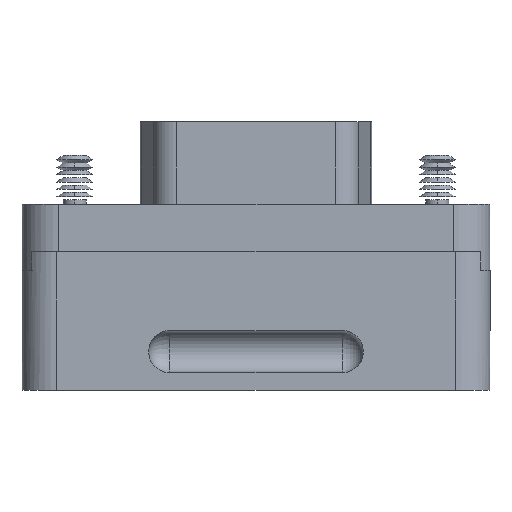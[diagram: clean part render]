
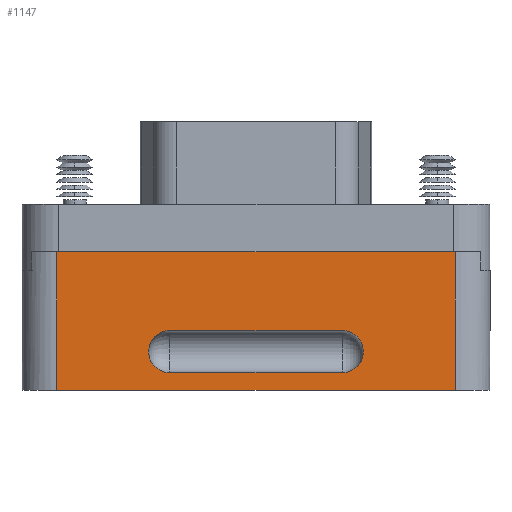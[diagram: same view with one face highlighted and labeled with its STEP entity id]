
A CAD part, front view. The second image highlights one B-rep face of the part: STEP entity #1147.
In plain terms, the highlighted planar face has unit normal (0, 1, 0).
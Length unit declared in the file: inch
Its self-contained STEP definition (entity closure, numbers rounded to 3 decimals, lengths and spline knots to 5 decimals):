
#8 = CARTESIAN_POINT ( 'NONE',  ( 0.53875, 0., 0.048 ) ) ;
#41 = DIRECTION ( 'NONE',  ( 0., 0., -1. ) ) ;
#108 = DIRECTION ( 'NONE',  ( 0., 0., 1. ) ) ;
#137 = ORIENTED_EDGE ( 'NONE', *, *, #3578, .T. ) ;
#152 = LINE ( 'NONE', #2058, #1987 ) ;
#165 = VECTOR ( 'NONE', #1505, 39.37008 ) ;
#181 = EDGE_LOOP ( 'NONE', ( #137, #345, #3520, #1067, #3806, #3712, #900, #2172 ) ) ;
#293 = AXIS2_PLACEMENT_3D ( 'NONE', #3457, #1604, #3759 ) ;
#312 = CARTESIAN_POINT ( 'NONE',  ( -0.2335, 0., 0.1055 ) ) ;
#345 = ORIENTED_EDGE ( 'NONE', *, *, #2559, .T. ) ;
#531 = ORIENTED_EDGE ( 'NONE', *, *, #1543, .F. ) ;
#558 = CARTESIAN_POINT ( 'NONE',  ( 0.53875, 0., 0.375 ) ) ;
#560 = CARTESIAN_POINT ( 'NONE',  ( 0.29, 0., 0.1045 ) ) ;
#580 = VERTEX_POINT ( 'NONE', #2022 ) ;
#645 = ORIENTED_EDGE ( 'NONE', *, *, #3999, .T. ) ;
#648 = DIRECTION ( 'NONE',  ( 0., 0., 1. ) ) ;
#696 = VERTEX_POINT ( 'NONE', #1757 ) ;
#716 = EDGE_LOOP ( 'NONE', ( #1361, #645, #1214, #531 ) ) ;
#761 = EDGE_CURVE ( 'NONE', #3570, #2660, #152, .T. ) ;
#782 = VERTEX_POINT ( 'NONE', #1102 ) ;
#845 = EDGE_CURVE ( 'NONE', #580, #2288, #3986, .T. ) ;
#900 = ORIENTED_EDGE ( 'NONE', *, *, #3037, .T. ) ;
#949 = VECTOR ( 'NONE', #3085, 39.37008 ) ;
#1055 = CARTESIAN_POINT ( 'NONE',  ( -0.29, 0., 0.375 ) ) ;
#1067 = ORIENTED_EDGE ( 'NONE', *, *, #1511, .T. ) ;
#1102 = CARTESIAN_POINT ( 'NONE',  ( -0.29, 0., 0.1055 ) ) ;
#1146 = DIRECTION ( 'NONE',  ( 0., -1., 0. ) ) ;
#1147 = ADVANCED_FACE ( 'NONE', ( #3641, #2825 ), #2602, .T. ) ;
#1214 = ORIENTED_EDGE ( 'NONE', *, *, #2272, .T. ) ;
#1257 = CARTESIAN_POINT ( 'NONE',  ( -0.2335, 0., 0.162 ) ) ;
#1274 = CARTESIAN_POINT ( 'NONE',  ( -0.2335, 0., 0.1045 ) ) ;
#1351 = CARTESIAN_POINT ( 'NONE',  ( 0.53875, 0., 0.375 ) ) ;
#1361 = ORIENTED_EDGE ( 'NONE', *, *, #761, .T. ) ;
#1422 = AXIS2_PLACEMENT_3D ( 'NONE', #1351, #3834, #1988 ) ;
#1478 = CARTESIAN_POINT ( 'NONE',  ( 0.29, 0., 0.375 ) ) ;
#1484 = CARTESIAN_POINT ( 'NONE',  ( -0.2335, 0., 0.048 ) ) ;
#1505 = DIRECTION ( 'NONE',  ( 1., 0., 0. ) ) ;
#1511 = EDGE_CURVE ( 'NONE', #2911, #580, #2917, .T. ) ;
#1537 = CARTESIAN_POINT ( 'NONE',  ( 0.53875, 0., 0.375 ) ) ;
#1543 = EDGE_CURVE ( 'NONE', #3570, #3664, #2630, .T. ) ;
#1589 = CARTESIAN_POINT ( 'NONE',  ( -0.53875, 0., 0. ) ) ;
#1602 = DIRECTION ( 'NONE',  ( -1., 0., 0. ) ) ;
#1604 = DIRECTION ( 'NONE',  ( 0., -1., 0. ) ) ;
#1609 = LINE ( 'NONE', #2103, #3871 ) ;
#1724 = EDGE_CURVE ( 'NONE', #2090, #2911, #3780, .T. ) ;
#1737 = DIRECTION ( 'NONE',  ( -1., 0., 0. ) ) ;
#1757 = CARTESIAN_POINT ( 'NONE',  ( -0.29, 0., 0.1045 ) ) ;
#1824 = LINE ( 'NONE', #558, #949 ) ;
#1868 = CARTESIAN_POINT ( 'NONE',  ( 0.2335, 0., 0.162 ) ) ;
#1870 = LINE ( 'NONE', #8, #3408 ) ;
#1987 = VECTOR ( 'NONE', #108, 39.37008 ) ;
#1988 = DIRECTION ( 'NONE',  ( -1., 0., 0. ) ) ;
#2000 = VECTOR ( 'NONE', #3003, 39.37008 ) ;
#2009 = EDGE_CURVE ( 'NONE', #782, #696, #2999, .T. ) ;
#2022 = CARTESIAN_POINT ( 'NONE',  ( 0.29, 0., 0.1055 ) ) ;
#2058 = CARTESIAN_POINT ( 'NONE',  ( -0.53875, 0., 0.375 ) ) ;
#2090 = VERTEX_POINT ( 'NONE', #3596 ) ;
#2103 = CARTESIAN_POINT ( 'NONE',  ( 0.53875, 0., 0.375 ) ) ;
#2151 = CIRCLE ( 'NONE', #3920, 0.0565 ) ;
#2172 = ORIENTED_EDGE ( 'NONE', *, *, #2009, .T. ) ;
#2272 = EDGE_CURVE ( 'NONE', #2900, #3664, #1824, .T. ) ;
#2280 = DIRECTION ( 'NONE',  ( 1., 0., 0. ) ) ;
#2288 = VERTEX_POINT ( 'NONE', #1868 ) ;
#2390 = VERTEX_POINT ( 'NONE', #1257 ) ;
#2559 = EDGE_CURVE ( 'NONE', #4010, #2090, #1870, .T. ) ;
#2564 = DIRECTION ( 'NONE',  ( 0., -1., 0. ) ) ;
#2602 = PLANE ( 'NONE',  #1422 ) ;
#2630 = LINE ( 'NONE', #3360, #165 ) ;
#2660 = VERTEX_POINT ( 'NONE', #3260 ) ;
#2757 = AXIS2_PLACEMENT_3D ( 'NONE', #312, #2564, #648 ) ;
#2816 = LINE ( 'NONE', #3273, #3539 ) ;
#2825 = FACE_BOUND ( 'NONE', #181, .T. ) ;
#2900 = VERTEX_POINT ( 'NONE', #1537 ) ;
#2911 = VERTEX_POINT ( 'NONE', #560 ) ;
#2917 = LINE ( 'NONE', #1478, #2000 ) ;
#2999 = LINE ( 'NONE', #1055, #3630 ) ;
#3003 = DIRECTION ( 'NONE',  ( 0., 0., 1. ) ) ;
#3027 = CARTESIAN_POINT ( 'NONE',  ( 0.2335, 0., 0.1055 ) ) ;
#3028 = DIRECTION ( 'NONE',  ( 1., 0., 0. ) ) ;
#3037 = EDGE_CURVE ( 'NONE', #2390, #782, #3691, .T. ) ;
#3085 = DIRECTION ( 'NONE',  ( 0., 0., -1. ) ) ;
#3260 = CARTESIAN_POINT ( 'NONE',  ( -0.53875, 0., 0.375 ) ) ;
#3273 = CARTESIAN_POINT ( 'NONE',  ( 0.53875, 0., 0.162 ) ) ;
#3334 = DIRECTION ( 'NONE',  ( 0., 0., 1. ) ) ;
#3360 = CARTESIAN_POINT ( 'NONE',  ( -0.53875, 0., 0. ) ) ;
#3408 = VECTOR ( 'NONE', #2280, 39.37008 ) ;
#3431 = AXIS2_PLACEMENT_3D ( 'NONE', #3027, #1146, #3334 ) ;
#3451 = DIRECTION ( 'NONE',  ( 0., -1., 0. ) ) ;
#3457 = CARTESIAN_POINT ( 'NONE',  ( 0.2335, 0., 0.1045 ) ) ;
#3489 = CARTESIAN_POINT ( 'NONE',  ( 0.53875, 0., 0. ) ) ;
#3520 = ORIENTED_EDGE ( 'NONE', *, *, #1724, .T. ) ;
#3539 = VECTOR ( 'NONE', #1737, 39.37008 ) ;
#3570 = VERTEX_POINT ( 'NONE', #1589 ) ;
#3578 = EDGE_CURVE ( 'NONE', #696, #4010, #2151, .T. ) ;
#3596 = CARTESIAN_POINT ( 'NONE',  ( 0.2335, 0., 0.048 ) ) ;
#3630 = VECTOR ( 'NONE', #41, 39.37008 ) ;
#3641 = FACE_OUTER_BOUND ( 'NONE', #716, .T. ) ;
#3664 = VERTEX_POINT ( 'NONE', #3489 ) ;
#3691 = CIRCLE ( 'NONE', #2757, 0.0565 ) ;
#3712 = ORIENTED_EDGE ( 'NONE', *, *, #3861, .T. ) ;
#3759 = DIRECTION ( 'NONE',  ( 1., 0., 0. ) ) ;
#3780 = CIRCLE ( 'NONE', #293, 0.0565 ) ;
#3806 = ORIENTED_EDGE ( 'NONE', *, *, #845, .T. ) ;
#3834 = DIRECTION ( 'NONE',  ( 0., 1., 0. ) ) ;
#3861 = EDGE_CURVE ( 'NONE', #2288, #2390, #2816, .T. ) ;
#3871 = VECTOR ( 'NONE', #3028, 39.37008 ) ;
#3920 = AXIS2_PLACEMENT_3D ( 'NONE', #1274, #3451, #1602 ) ;
#3986 = CIRCLE ( 'NONE', #3431, 0.0565 ) ;
#3999 = EDGE_CURVE ( 'NONE', #2660, #2900, #1609, .T. ) ;
#4010 = VERTEX_POINT ( 'NONE', #1484 ) ;
